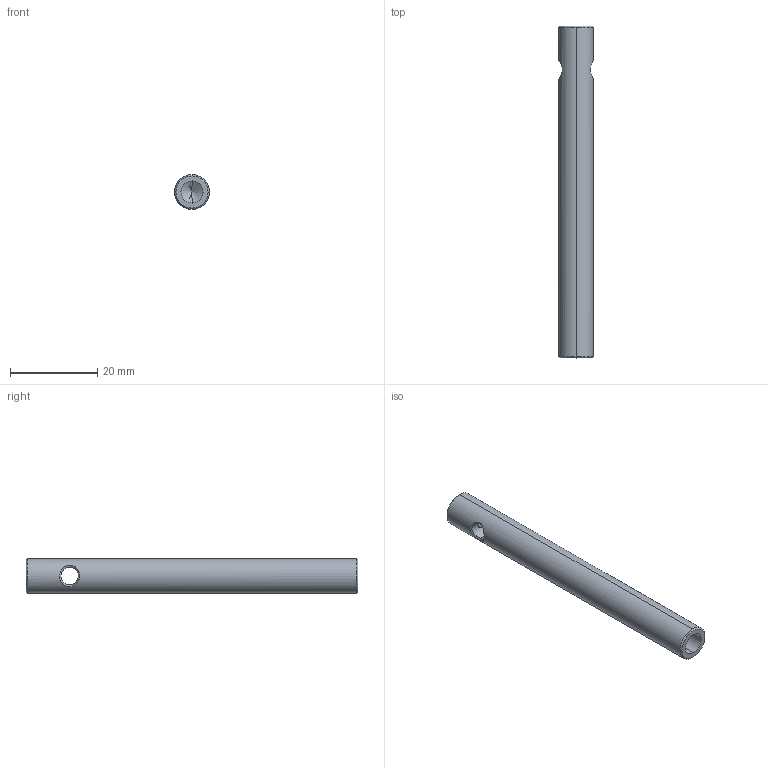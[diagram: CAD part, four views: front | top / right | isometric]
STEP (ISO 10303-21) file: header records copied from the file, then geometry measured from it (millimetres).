
FILE_DESCRIPTION (( 'STEP AP203' ), '1' );
FILE_NAME ('53MPS-3.STEP', '2019-07-22T08:18:35', ( '' ), ( '' ), 'SwSTEP 2.0', 'SolidWorks 2016', '' );
FILE_SCHEMA (( 'CONFIG_CONTROL_DESIGN' ));
Length unit declared in the file: millimetre
Products named in the file (1): 53MPS-3
Bounding box: 8 x 76.2 x 8 mm (x, y, z)
Volume: 3397.3 mm3; surface area: 2338.8 mm2
Topology: 1 solids, 1 shells, 23 faces, 52 edges, 30 vertices
Faces by surface type: cone 9, cylinder 8, bspline 4, plane 2
Entity records: 1258 total; most frequent: CARTESIAN_POINT 701, ORIENTED_EDGE 100, DIRECTION 91, EDGE_CURVE 50, AXIS2_PLACEMENT_3D 38, VERTEX_POINT 30, EDGE_LOOP 28, ADVANCED_FACE 23
